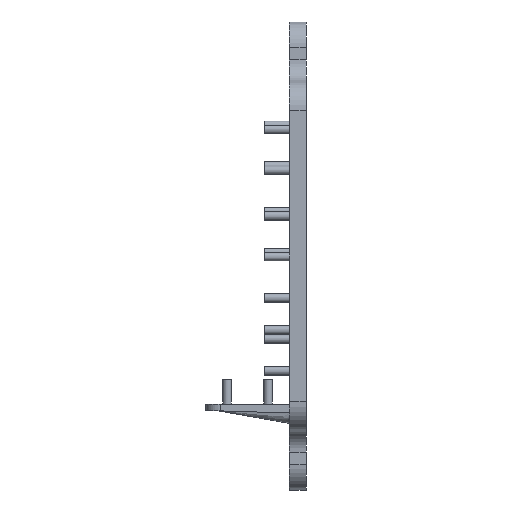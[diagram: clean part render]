
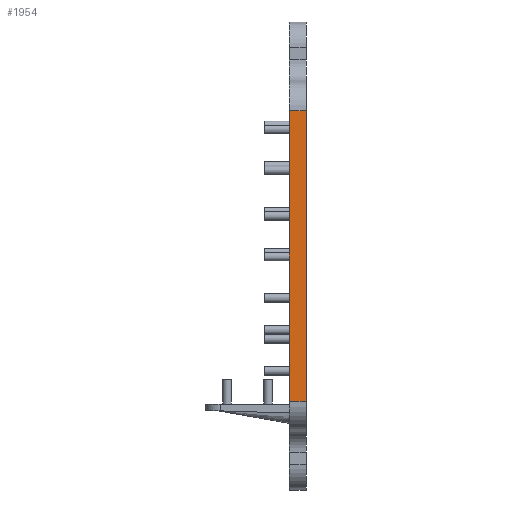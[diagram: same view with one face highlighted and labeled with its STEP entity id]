
A CAD part, left-side view. The second image highlights one B-rep face of the part: STEP entity #1954.
In plain terms, the highlighted planar face has unit normal (-1, 0, 0).
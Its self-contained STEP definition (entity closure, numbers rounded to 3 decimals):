
#68=PLANE('',#2179);
#227=LINE('',#3363,#397);
#259=LINE('',#3505,#429);
#320=LINE('',#3725,#490);
#321=LINE('',#3726,#491);
#397=VECTOR('',#2323,69.);
#429=VECTOR('',#2439,10.);
#490=VECTOR('',#2668,5.);
#491=VECTOR('',#2669,5.);
#647=FACE_OUTER_BOUND('',#785,.T.);
#785=EDGE_LOOP('',(#1666,#1667,#1668,#1669));
#897=VERTEX_POINT('',#3360);
#898=VERTEX_POINT('',#3362);
#965=VERTEX_POINT('',#3503);
#966=VERTEX_POINT('',#3504);
#1098=EDGE_CURVE('',#897,#898,#227,.T.);
#1169=EDGE_CURVE('',#965,#966,#259,.F.);
#1276=EDGE_CURVE('',#898,#966,#320,.T.);
#1277=EDGE_CURVE('',#897,#965,#321,.T.);
#1666=ORIENTED_EDGE('',*,*,#1169,.T.);
#1667=ORIENTED_EDGE('',*,*,#1276,.F.);
#1668=ORIENTED_EDGE('',*,*,#1098,.F.);
#1669=ORIENTED_EDGE('',*,*,#1277,.T.);
#1954=ADVANCED_FACE('',(#647),#68,.F.);
#2179=AXIS2_PLACEMENT_3D('',#3724,#2666,#2667);
#2323=DIRECTION('',(0.,0.,1.));
#2439=DIRECTION('',(0.,0.,-1.));
#2666=DIRECTION('center_axis',(1.,0.,0.));
#2667=DIRECTION('ref_axis',(0.,0.,-1.));
#2668=DIRECTION('',(0.,-1.,0.));
#2669=DIRECTION('',(0.,-1.,0.));
#3360=CARTESIAN_POINT('',(0.,5.,-34.5));
#3362=CARTESIAN_POINT('',(0.,5.,34.5));
#3363=CARTESIAN_POINT('',(0.,5.,-34.5));
#3503=CARTESIAN_POINT('',(0.,1.,-34.5));
#3504=CARTESIAN_POINT('',(0.,1.,34.5));
#3505=CARTESIAN_POINT('',(0.,1.,17.25));
#3724=CARTESIAN_POINT('Origin',(0.,5.,0.));
#3725=CARTESIAN_POINT('',(0.,5.,34.5));
#3726=CARTESIAN_POINT('',(0.,5.,-34.5));
